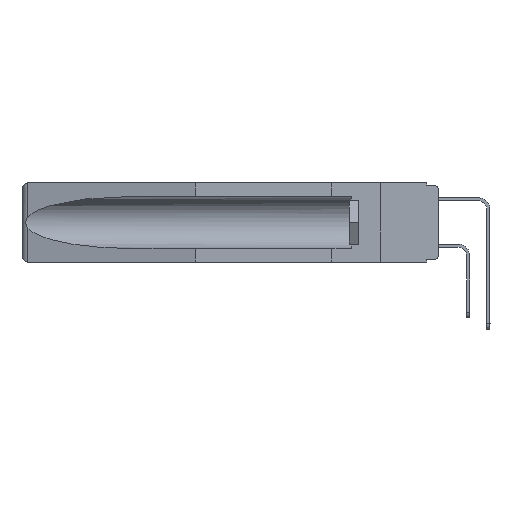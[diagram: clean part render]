
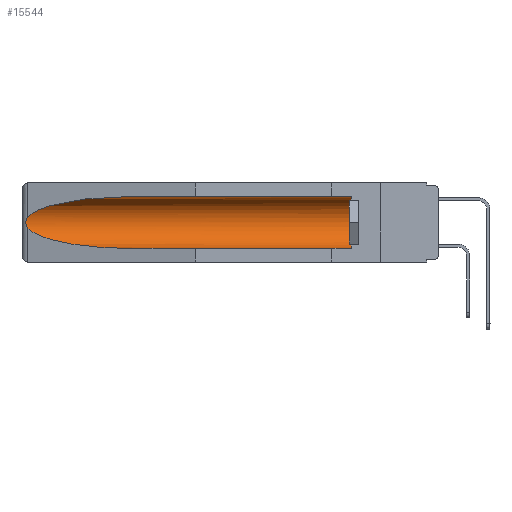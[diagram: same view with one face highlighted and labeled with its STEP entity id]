
A CAD part, left-side view. The second image highlights one B-rep face of the part: STEP entity #15544.
In plain terms, the highlighted cylindrical face has radius 2.857 mm (diameter 5.715 mm), a partial arc.
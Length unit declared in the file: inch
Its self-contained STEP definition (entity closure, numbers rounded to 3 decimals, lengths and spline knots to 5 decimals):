
#436 = CARTESIAN_POINT ( 'NONE',  ( 0.2673, 1.53269, -0.17917 ) ) ;
#838 = CARTESIAN_POINT ( 'NONE',  ( 0.155, 0.126, -0.059 ) ) ;
#875 = CARTESIAN_POINT ( 'NONE',  ( 0.26655, 1.53094, -0.18657 ) ) ;
#1426 = CARTESIAN_POINT ( 'NONE',  ( 0.155, -0.30754, -0.1715 ) ) ;
#1447 = CARTESIAN_POINT ( 'NONE',  ( 0.155, 0.126, -0.1715 ) ) ;
#3333 = CARTESIAN_POINT ( 'NONE',  ( 0.26537, 1.52718, -0.14972 ) ) ;
#3412 = EDGE_LOOP ( 'NONE', ( #27927, #16979, #11443, #26909, #19045, #28908 ) ) ;
#4938 = CARTESIAN_POINT ( 'NONE',  ( 0.26537, 1.52718, -0.14972 ) ) ;
#6497 =( BOUNDED_CURVE ( )  B_SPLINE_CURVE ( 3, ( #27439, #15676, #9377, #15976 ),
 .UNSPECIFIED., .F., .T. ) 
 B_SPLINE_CURVE_WITH_KNOTS ( ( 4, 4 ),
 ( 0.1948, 1.5708 ),
 .UNSPECIFIED. ) 
 CURVE ( )  GEOMETRIC_REPRESENTATION_ITEM ( )  RATIONAL_B_SPLINE_CURVE ( ( 1., 0.848, 0.848, 1. ) ) 
 REPRESENTATION_ITEM ( '' )  );
#6527 = CARTESIAN_POINT ( 'NONE',  ( 0.26537, 1.52718, -0.14972 ) ) ;
#6788 = AXIS2_PLACEMENT_3D ( 'NONE', #1447, #10650, #19808 ) ;
#7438 = CARTESIAN_POINT ( 'NONE',  ( 0.155, 1.07973, -0.059 ) ) ;
#8171 = EDGE_CURVE ( 'NONE', #28775, #12711, #6497, .T. ) ;
#8357 = FACE_OUTER_BOUND ( 'NONE', #3412, .T. ) ;
#8649 = EDGE_CURVE ( 'NONE', #14039, #28775, #8705, .T. ) ;
#8705 = B_SPLINE_CURVE_WITH_KNOTS ( 'NONE', 3,
 ( #4938, #23614, #11903, #21070, #21497, #23322, #436, #875, #20929, #18668 ),
 .UNSPECIFIED., .F., .F.,
 ( 4, 2, 2, 2, 4 ),
 ( 0., 0.00029, 0.00058, 0.00087, 0.00117 ),
 .UNSPECIFIED. ) ;
#9015 = LINE ( 'NONE', #23158, #25499 ) ;
#9377 = CARTESIAN_POINT ( 'NONE',  ( 0.21114, 1.30732, -0.284 ) ) ;
#9823 = VECTOR ( 'NONE', #14049, 39.37008 ) ;
#10635 = DIRECTION ( 'NONE',  ( 0., 0., 1. ) ) ;
#10650 = DIRECTION ( 'NONE',  ( 0., -1., 0. ) ) ;
#11443 = ORIENTED_EDGE ( 'NONE', *, *, #8171, .T. ) ;
#11888 = EDGE_CURVE ( 'NONE', #18004, #12711, #9015, .T. ) ;
#11903 = CARTESIAN_POINT ( 'NONE',  ( 0.26654, 1.53092, -0.15636 ) ) ;
#12711 = VERTEX_POINT ( 'NONE', #15963 ) ;
#12862 = CYLINDRICAL_SURFACE ( 'NONE', #26294, 0.1125 ) ;
#14039 = VERTEX_POINT ( 'NONE', #6527 ) ;
#14049 = DIRECTION ( 'NONE',  ( 0., 1., 0. ) ) ;
#14549 = DIRECTION ( 'NONE',  ( 0., 1., 0. ) ) ;
#15544 = ADVANCED_FACE ( 'NONE', ( #8357 ), #12862, .F. ) ;
#15676 = CARTESIAN_POINT ( 'NONE',  ( 0.25451, 1.48313, -0.24835 ) ) ;
#15845 = VERTEX_POINT ( 'NONE', #7438 ) ;
#15963 = CARTESIAN_POINT ( 'NONE',  ( 0.155, 1.07973, -0.284 ) ) ;
#15976 = CARTESIAN_POINT ( 'NONE',  ( 0.155, 1.07973, -0.284 ) ) ;
#16148 = LINE ( 'NONE', #27613, #9823 ) ;
#16647 = VERTEX_POINT ( 'NONE', #838 ) ;
#16885 = CIRCLE ( 'NONE', #6788, 0.1125 ) ;
#16979 = ORIENTED_EDGE ( 'NONE', *, *, #8649, .T. ) ;
#18004 = VERTEX_POINT ( 'NONE', #23622 ) ;
#18668 = CARTESIAN_POINT ( 'NONE',  ( 0.26537, 1.52718, -0.19328 ) ) ;
#19045 = ORIENTED_EDGE ( 'NONE', *, *, #26176, .T. ) ;
#19309 = CARTESIAN_POINT ( 'NONE',  ( 0.155, 1.07973, -0.059 ) ) ;
#19808 = DIRECTION ( 'NONE',  ( 0., 0., 1. ) ) ;
#20929 = CARTESIAN_POINT ( 'NONE',  ( 0.26597, 1.5296, -0.19026 ) ) ;
#21070 = CARTESIAN_POINT ( 'NONE',  ( 0.2673, 1.5327, -0.16383 ) ) ;
#21104 = CARTESIAN_POINT ( 'NONE',  ( 0.26537, 1.52718, -0.19328 ) ) ;
#21497 = CARTESIAN_POINT ( 'NONE',  ( 0.2675, 1.53308, -0.16763 ) ) ;
#21714 = CARTESIAN_POINT ( 'NONE',  ( 0.21114, 1.30732, -0.059 ) ) ;
#23158 = CARTESIAN_POINT ( 'NONE',  ( 0.155, -0.30754, -0.284 ) ) ;
#23322 = CARTESIAN_POINT ( 'NONE',  ( 0.2675, 1.53308, -0.17534 ) ) ;
#23614 = CARTESIAN_POINT ( 'NONE',  ( 0.26597, 1.52961, -0.15275 ) ) ;
#23622 = CARTESIAN_POINT ( 'NONE',  ( 0.155, 0.126, -0.284 ) ) ;
#23824 = CARTESIAN_POINT ( 'NONE',  ( 0.25451, 1.48313, -0.09465 ) ) ;
#25499 = VECTOR ( 'NONE', #14549, 39.37008 ) ;
#26176 = EDGE_CURVE ( 'NONE', #18004, #16647, #16885, .T. ) ;
#26294 = AXIS2_PLACEMENT_3D ( 'NONE', #1426, #26870, #10635 ) ;
#26870 = DIRECTION ( 'NONE',  ( 0., 1., 0. ) ) ;
#26909 = ORIENTED_EDGE ( 'NONE', *, *, #11888, .F. ) ;
#26930 = EDGE_CURVE ( 'NONE', #16647, #15845, #16148, .T. ) ;
#27097 = EDGE_CURVE ( 'NONE', #15845, #14039, #27446, .T. ) ;
#27439 = CARTESIAN_POINT ( 'NONE',  ( 0.26537, 1.52718, -0.19328 ) ) ;
#27446 =( BOUNDED_CURVE ( )  B_SPLINE_CURVE ( 3, ( #19309, #21714, #23824, #3333 ),
 .UNSPECIFIED., .F., .T. ) 
 B_SPLINE_CURVE_WITH_KNOTS ( ( 4, 4 ),
 ( 4.71239, 6.08839 ),
 .UNSPECIFIED. ) 
 CURVE ( )  GEOMETRIC_REPRESENTATION_ITEM ( )  RATIONAL_B_SPLINE_CURVE ( ( 1., 0.848, 0.848, 1. ) ) 
 REPRESENTATION_ITEM ( '' )  );
#27613 = CARTESIAN_POINT ( 'NONE',  ( 0.155, -0.30754, -0.059 ) ) ;
#27927 = ORIENTED_EDGE ( 'NONE', *, *, #27097, .T. ) ;
#28775 = VERTEX_POINT ( 'NONE', #21104 ) ;
#28908 = ORIENTED_EDGE ( 'NONE', *, *, #26930, .T. ) ;
